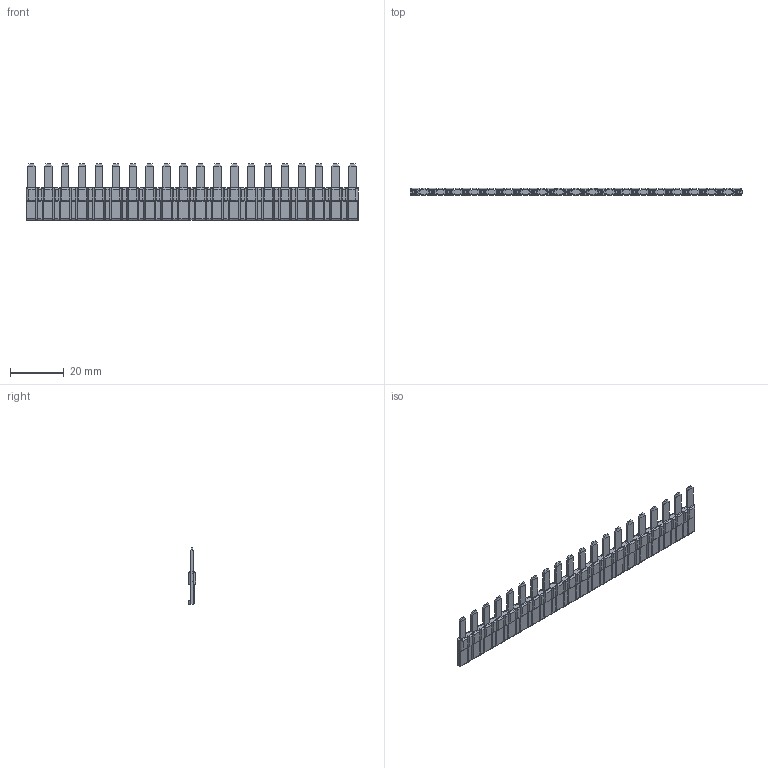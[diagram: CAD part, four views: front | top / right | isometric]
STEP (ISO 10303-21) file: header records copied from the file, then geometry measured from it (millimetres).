
FILE_DESCRIPTION (( 'STEP AP203' ), '1' );
FILE_NAME ('Z³¹cze grzebieniowe ZG20.STEP', '2016-07-12T09:25:18', ( '' ), ( '' ), 'SwSTEP 2.0', 'SolidWorks 2016', '' );
FILE_SCHEMA (( 'CONFIG_CONTROL_DESIGN' ));
Length unit declared in the file: millimetre
Products named in the file (3): 90-021-200 Zapraska z tworzywa_Wykonanie 1; 90-021-220 Grzebieñ; Z³¹cze grzebieniowe ZG20
Assembly tree (2 placements, depth 2):
  Z³¹cze grzebieniowe ZG20
    90-021-200 Zapraska z tworzywa_Wykonanie 1
    90-021-220 Grzebieñ
Bounding box: 123.7 x 2.8 x 21 mm (x, y, z)
Volume: 3250.6 mm3; surface area: 7548.9 mm2
Topology: 2 solids, 2 shells, 2133 faces, 5914 edges, 3827 vertices
Faces by surface type: plane 1782, cylinder 203, bspline 148
Entity records: 75167 total; most frequent: CARTESIAN_POINT 22621, ORIENTED_EDGE 11828, DIRECTION 9228, EDGE_CURVE 5914, LINE 5208, VECTOR 5208, VERTEX_POINT 3827, EDGE_LOOP 2217
